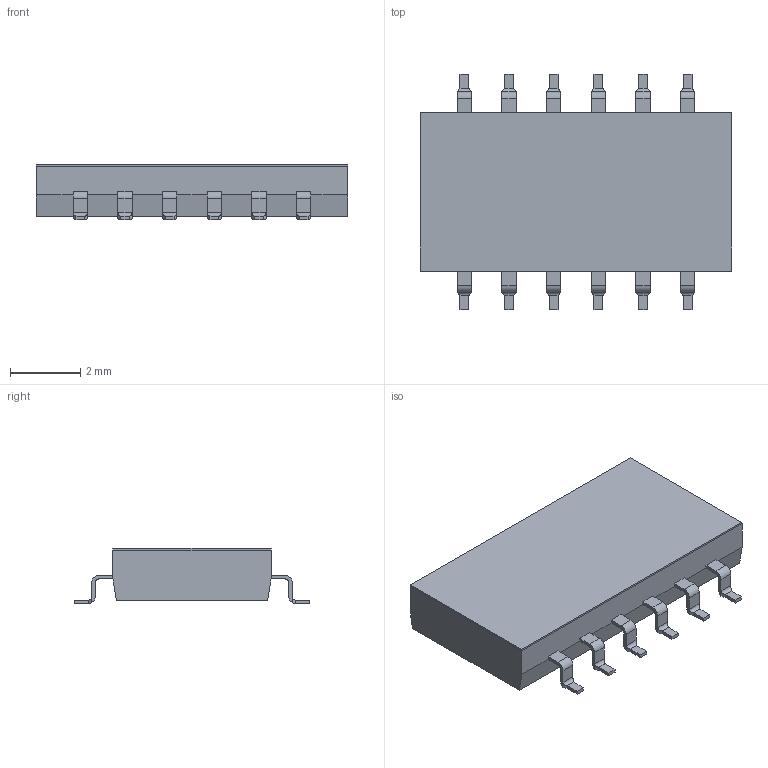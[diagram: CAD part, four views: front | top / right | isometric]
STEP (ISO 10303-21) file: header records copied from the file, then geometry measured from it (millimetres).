
FILE_DESCRIPTION((''),'2;1');
FILE_NAME('KAN1106Rx.stp','2011-05-25T10:51:32',('banderson'),(''),'Autodesk Inventor 11','Autodesk Inventor 11','');
FILE_SCHEMA(('AUTOMOTIVE_DESIGN { 1 0 10303 214 1 1 1 1 }'));
Length unit declared in the file: millimetre
Products named in the file (3): N111198; KAN 6; KAN 6 TAPE
Assembly tree (2 placements, depth 2):
  N111198
    KAN 6
    KAN 6 TAPE
Bounding box: 8.85 x 6.7 x 1.57 mm (x, y, z)
Volume: 57.7 mm3; surface area: 220.6 mm2
Topology: 2 solids, 2 shells, 460 faces, 1188 edges, 756 vertices
Faces by surface type: plane 335, bspline 77, cylinder 48
Entity records: 14233 total; most frequent: CARTESIAN_POINT 3410, ORIENTED_EDGE 2376, DIRECTION 1930, EDGE_CURVE 1188, VECTOR 914, LINE 914, VERTEX_POINT 756, AXIS2_PLACEMENT_3D 508
